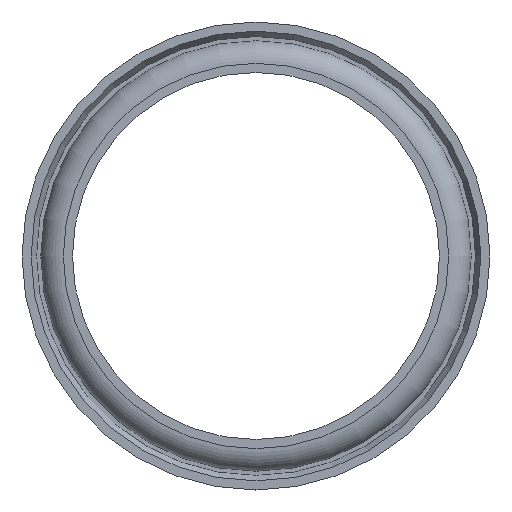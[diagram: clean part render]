
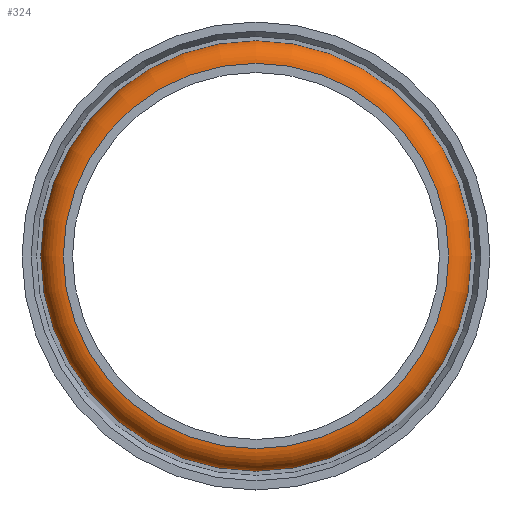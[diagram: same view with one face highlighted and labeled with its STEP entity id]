
A CAD part, front view. The second image highlights one B-rep face of the part: STEP entity #324.
In plain terms, the highlighted toroidal (fillet/blend) face has major radius 420 mm and minor radius 50 mm.
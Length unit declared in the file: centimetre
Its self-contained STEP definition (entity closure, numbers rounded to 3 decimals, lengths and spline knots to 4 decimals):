
#67=FACE_OUTER_BOUND('',#89,.T.);
#89=EDGE_LOOP('',(#225,#226,#227,#228));
#115=CIRCLE('',#349,42.);
#116=CIRCLE('',#350,5.);
#117=CIRCLE('',#351,46.899);
#149=VERTEX_POINT('',#539);
#150=VERTEX_POINT('',#541);
#178=EDGE_CURVE('',#149,#149,#115,.T.);
#179=EDGE_CURVE('',#149,#150,#116,.T.);
#180=EDGE_CURVE('',#150,#150,#117,.T.);
#225=ORIENTED_EDGE('',*,*,#178,.F.);
#226=ORIENTED_EDGE('',*,*,#179,.T.);
#227=ORIENTED_EDGE('',*,*,#180,.T.);
#228=ORIENTED_EDGE('',*,*,#179,.F.);
#319=TOROIDAL_SURFACE('',#348,42.,5.);
#324=ADVANCED_FACE('',(#67),#319,.T.);
#348=AXIS2_PLACEMENT_3D('',#538,#408,#409);
#349=AXIS2_PLACEMENT_3D('',#540,#410,#411);
#350=AXIS2_PLACEMENT_3D('',#542,#412,#413);
#351=AXIS2_PLACEMENT_3D('',#543,#414,#415);
#408=DIRECTION('center_axis',(0.,-1.,0.));
#409=DIRECTION('ref_axis',(0.,0.,-1.));
#410=DIRECTION('center_axis',(0.,-1.,0.));
#411=DIRECTION('ref_axis',(1.,0.,0.));
#412=DIRECTION('center_axis',(-1.,0.,0.));
#413=DIRECTION('ref_axis',(0.,0.,1.));
#414=DIRECTION('center_axis',(0.,-1.,0.));
#415=DIRECTION('ref_axis',(1.,0.,0.));
#538=CARTESIAN_POINT('Origin',(386.9904,142.6603,-0.0017));
#539=CARTESIAN_POINT('',(386.9904,137.6603,41.9983));
#540=CARTESIAN_POINT('Origin',(386.9904,137.6603,-0.0017));
#541=CARTESIAN_POINT('',(386.9904,141.6603,46.8973));
#542=CARTESIAN_POINT('Origin',(386.9904,142.6603,41.9983));
#543=CARTESIAN_POINT('Origin',(386.9904,141.6603,-0.0017));
